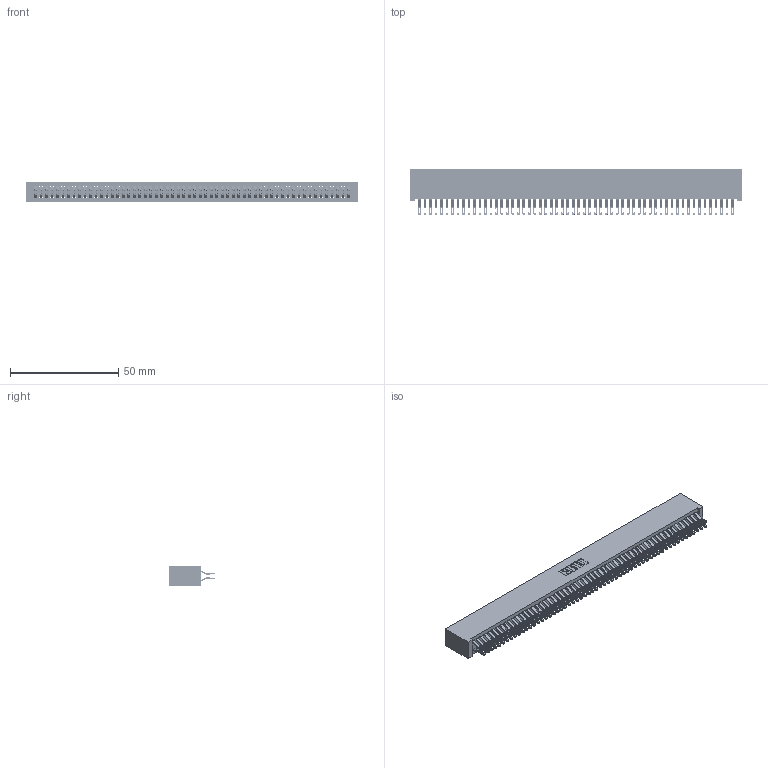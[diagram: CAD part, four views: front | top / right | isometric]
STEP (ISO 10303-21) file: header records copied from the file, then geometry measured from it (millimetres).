
FILE_DESCRIPTION (( 'STEP AP203' ), '1' );
FILE_NAME ('392-116-555-201.STEP', '2018-08-19T00:17:53', ( '' ), ( '' ), 'SwSTEP 2.0', 'SolidWorks 2016', '' );
FILE_SCHEMA (( 'CONFIG_CONTROL_DESIGN' ));
Length unit declared in the file: inch
Products named in the file (3): 342 Part_Lugless; 345-292-001_555 Tail; 392-116-555-201
Assembly tree (117 placements, depth 2):
  392-116-555-201
    342 Part_Lugless
    345-292-001_555 Tail  x116
Bounding box: 153.57 x 21.47 x 9.4 mm (x, y, z)
Volume: 14635.7 mm3; surface area: 25786.1 mm2
Topology: 117 solids, 117 shells, 6830 faces, 21503 edges, 14334 vertices
Faces by surface type: plane 4006, cylinder 2824
Entity records: 35161 total; most frequent: CARTESIAN_POINT 5840, ORIENTED_EDGE 5746, DIRECTION 4925, EDGE_CURVE 2873, VECTOR 2733, LINE 2733, VERTEX_POINT 1914, AXIS2_PLACEMENT_3D 1096
